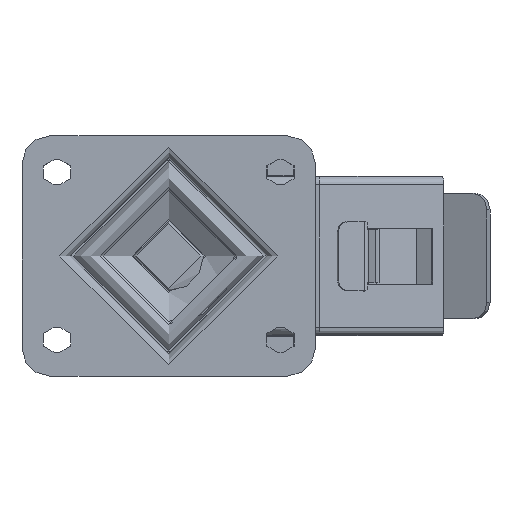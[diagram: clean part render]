
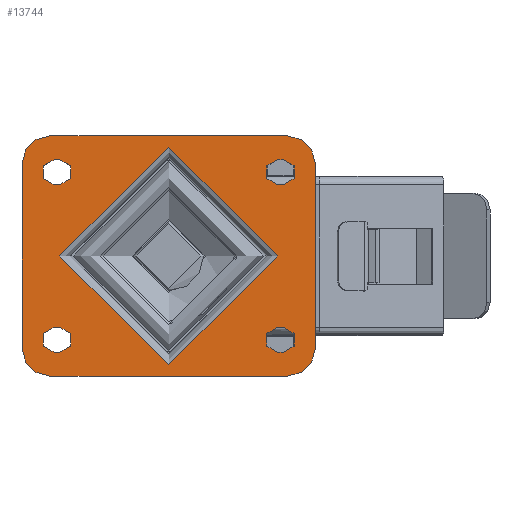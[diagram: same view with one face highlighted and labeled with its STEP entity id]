
A CAD part, top view. The second image highlights one B-rep face of the part: STEP entity #13744.
In plain terms, the highlighted planar face has unit normal (0, 0, 1).
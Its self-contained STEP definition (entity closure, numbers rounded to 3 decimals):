
#944=FACE_BOUND('',#4509,.T.);
#945=FACE_BOUND('',#4510,.T.);
#946=FACE_BOUND('',#4511,.T.);
#947=FACE_BOUND('',#4512,.T.);
#948=FACE_BOUND('',#4513,.T.);
#1106=PLANE('',#14965);
#1647=LINE('',#21254,#2590);
#1648=LINE('',#21255,#2591);
#1649=LINE('',#21256,#2592);
#1650=LINE('',#21257,#2593);
#1651=LINE('',#21258,#2594);
#1652=LINE('',#21259,#2595);
#1653=LINE('',#21260,#2596);
#1654=LINE('',#21261,#2597);
#1655=LINE('',#21262,#2598);
#1656=LINE('',#21263,#2599);
#1657=LINE('',#21264,#2600);
#1658=LINE('',#21265,#2601);
#2590=VECTOR('',#17014,1000.);
#2591=VECTOR('',#17015,1000.);
#2592=VECTOR('',#17016,1000.);
#2593=VECTOR('',#17017,1000.);
#2594=VECTOR('',#17018,1000.);
#2595=VECTOR('',#17019,1000.);
#2596=VECTOR('',#17020,1000.);
#2597=VECTOR('',#17021,1000.);
#2598=VECTOR('',#17022,1000.);
#2599=VECTOR('',#17023,1000.);
#2600=VECTOR('',#17024,1000.);
#2601=VECTOR('',#17025,1000.);
#3652=FACE_OUTER_BOUND('',#4508,.T.);
#4508=EDGE_LOOP('',(#10117,#10118,#10119,#10120,#10121,#10122,#10123,#10124));
#4509=EDGE_LOOP('',(#10125));
#4510=EDGE_LOOP('',(#10126,#10127,#10128,#10129));
#4511=EDGE_LOOP('',(#10130,#10131,#10132,#10133));
#4512=EDGE_LOOP('',(#10134,#10135,#10136,#10137));
#4513=EDGE_LOOP('',(#10138,#10139,#10140,#10141));
#5256=CIRCLE('',#14638,4.5);
#5258=CIRCLE('',#14641,4.5);
#5260=CIRCLE('',#14644,4.5);
#5262=CIRCLE('',#14647,4.5);
#5264=CIRCLE('',#14650,4.5);
#5266=CIRCLE('',#14653,4.5);
#5268=CIRCLE('',#14656,4.5);
#5270=CIRCLE('',#14659,4.5);
#5271=CIRCLE('',#14661,10.);
#5273=CIRCLE('',#14664,10.);
#5275=CIRCLE('',#14667,10.);
#5277=CIRCLE('',#14670,10.);
#5287=CIRCLE('',#14684,39.);
#5936=VERTEX_POINT('',#20082);
#5937=VERTEX_POINT('',#20084);
#5940=VERTEX_POINT('',#20091);
#5941=VERTEX_POINT('',#20093);
#5944=VERTEX_POINT('',#20100);
#5945=VERTEX_POINT('',#20102);
#5948=VERTEX_POINT('',#20109);
#5949=VERTEX_POINT('',#20111);
#5952=VERTEX_POINT('',#20118);
#5953=VERTEX_POINT('',#20120);
#5956=VERTEX_POINT('',#20127);
#5957=VERTEX_POINT('',#20129);
#5960=VERTEX_POINT('',#20136);
#5961=VERTEX_POINT('',#20138);
#5964=VERTEX_POINT('',#20145);
#5965=VERTEX_POINT('',#20147);
#5966=VERTEX_POINT('',#20151);
#5967=VERTEX_POINT('',#20152);
#5970=VERTEX_POINT('',#20160);
#5971=VERTEX_POINT('',#20161);
#5974=VERTEX_POINT('',#20169);
#5975=VERTEX_POINT('',#20170);
#5978=VERTEX_POINT('',#20178);
#5979=VERTEX_POINT('',#20179);
#5988=VERTEX_POINT('',#20205);
#7230=EDGE_CURVE('',#5937,#5936,#5256,.T.);
#7234=EDGE_CURVE('',#5941,#5940,#5258,.T.);
#7238=EDGE_CURVE('',#5945,#5944,#5260,.T.);
#7242=EDGE_CURVE('',#5949,#5948,#5262,.T.);
#7246=EDGE_CURVE('',#5953,#5952,#5264,.T.);
#7250=EDGE_CURVE('',#5957,#5956,#5266,.T.);
#7254=EDGE_CURVE('',#5961,#5960,#5268,.T.);
#7258=EDGE_CURVE('',#5965,#5964,#5270,.T.);
#7260=EDGE_CURVE('',#5966,#5967,#5271,.T.);
#7264=EDGE_CURVE('',#5970,#5971,#5273,.T.);
#7268=EDGE_CURVE('',#5974,#5975,#5275,.T.);
#7272=EDGE_CURVE('',#5978,#5979,#5277,.T.);
#7285=EDGE_CURVE('',#5988,#5988,#5287,.T.);
#7650=EDGE_CURVE('',#5975,#5978,#1647,.T.);
#7651=EDGE_CURVE('',#5971,#5974,#1648,.T.);
#7652=EDGE_CURVE('',#5967,#5970,#1649,.T.);
#7653=EDGE_CURVE('',#5979,#5966,#1650,.T.);
#7654=EDGE_CURVE('',#5960,#5965,#1651,.T.);
#7655=EDGE_CURVE('',#5964,#5961,#1652,.T.);
#7656=EDGE_CURVE('',#5952,#5957,#1653,.T.);
#7657=EDGE_CURVE('',#5956,#5953,#1654,.T.);
#7658=EDGE_CURVE('',#5944,#5949,#1655,.T.);
#7659=EDGE_CURVE('',#5948,#5945,#1656,.T.);
#7660=EDGE_CURVE('',#5936,#5941,#1657,.T.);
#7661=EDGE_CURVE('',#5940,#5937,#1658,.T.);
#10117=ORIENTED_EDGE('',*,*,#7272,.F.);
#10118=ORIENTED_EDGE('',*,*,#7650,.F.);
#10119=ORIENTED_EDGE('',*,*,#7268,.F.);
#10120=ORIENTED_EDGE('',*,*,#7651,.F.);
#10121=ORIENTED_EDGE('',*,*,#7264,.F.);
#10122=ORIENTED_EDGE('',*,*,#7652,.F.);
#10123=ORIENTED_EDGE('',*,*,#7260,.F.);
#10124=ORIENTED_EDGE('',*,*,#7653,.F.);
#10125=ORIENTED_EDGE('',*,*,#7285,.F.);
#10126=ORIENTED_EDGE('',*,*,#7654,.T.);
#10127=ORIENTED_EDGE('',*,*,#7258,.T.);
#10128=ORIENTED_EDGE('',*,*,#7655,.T.);
#10129=ORIENTED_EDGE('',*,*,#7254,.T.);
#10130=ORIENTED_EDGE('',*,*,#7656,.T.);
#10131=ORIENTED_EDGE('',*,*,#7250,.T.);
#10132=ORIENTED_EDGE('',*,*,#7657,.T.);
#10133=ORIENTED_EDGE('',*,*,#7246,.T.);
#10134=ORIENTED_EDGE('',*,*,#7658,.T.);
#10135=ORIENTED_EDGE('',*,*,#7242,.T.);
#10136=ORIENTED_EDGE('',*,*,#7659,.T.);
#10137=ORIENTED_EDGE('',*,*,#7238,.T.);
#10138=ORIENTED_EDGE('',*,*,#7660,.T.);
#10139=ORIENTED_EDGE('',*,*,#7234,.T.);
#10140=ORIENTED_EDGE('',*,*,#7661,.T.);
#10141=ORIENTED_EDGE('',*,*,#7230,.T.);
#13744=ADVANCED_FACE('',(#3652,#944,#945,#946,#947,#948),#1106,.T.);
#14638=AXIS2_PLACEMENT_3D('',#20085,#16148,#16149);
#14641=AXIS2_PLACEMENT_3D('',#20094,#16156,#16157);
#14644=AXIS2_PLACEMENT_3D('',#20103,#16164,#16165);
#14647=AXIS2_PLACEMENT_3D('',#20112,#16172,#16173);
#14650=AXIS2_PLACEMENT_3D('',#20121,#16180,#16181);
#14653=AXIS2_PLACEMENT_3D('',#20130,#16188,#16189);
#14656=AXIS2_PLACEMENT_3D('',#20139,#16196,#16197);
#14659=AXIS2_PLACEMENT_3D('',#20148,#16204,#16205);
#14661=AXIS2_PLACEMENT_3D('',#20153,#16209,#16210);
#14664=AXIS2_PLACEMENT_3D('',#20162,#16217,#16218);
#14667=AXIS2_PLACEMENT_3D('',#20171,#16225,#16226);
#14670=AXIS2_PLACEMENT_3D('',#20180,#16233,#16234);
#14684=AXIS2_PLACEMENT_3D('',#20206,#16264,#16265);
#14965=AXIS2_PLACEMENT_3D('',#21253,#17012,#17013);
#16148=DIRECTION('center_axis',(0.,0.,-1.));
#16149=DIRECTION('ref_axis',(1.,0.,0.));
#16156=DIRECTION('center_axis',(0.,0.,-1.));
#16157=DIRECTION('ref_axis',(-1.,0.,0.));
#16164=DIRECTION('center_axis',(0.,0.,-1.));
#16165=DIRECTION('ref_axis',(1.,0.,0.));
#16172=DIRECTION('center_axis',(0.,0.,-1.));
#16173=DIRECTION('ref_axis',(-1.,0.,0.));
#16180=DIRECTION('center_axis',(0.,0.,-1.));
#16181=DIRECTION('ref_axis',(-1.,0.,0.));
#16188=DIRECTION('center_axis',(0.,0.,-1.));
#16189=DIRECTION('ref_axis',(1.,0.,0.));
#16196=DIRECTION('center_axis',(0.,0.,-1.));
#16197=DIRECTION('ref_axis',(-1.,0.,0.));
#16204=DIRECTION('center_axis',(0.,0.,-1.));
#16205=DIRECTION('ref_axis',(1.,0.,0.));
#16209=DIRECTION('center_axis',(0.,0.,-1.));
#16210=DIRECTION('ref_axis',(-0.707,0.707,0.));
#16217=DIRECTION('center_axis',(0.,0.,-1.));
#16218=DIRECTION('ref_axis',(0.707,0.707,0.));
#16225=DIRECTION('center_axis',(0.,0.,-1.));
#16226=DIRECTION('ref_axis',(0.707,-0.707,0.));
#16233=DIRECTION('center_axis',(0.,0.,-1.));
#16234=DIRECTION('ref_axis',(-0.707,-0.707,0.));
#16264=DIRECTION('center_axis',(0.,0.,1.));
#16265=DIRECTION('ref_axis',(0.,-1.,0.));
#17012=DIRECTION('center_axis',(0.,0.,1.));
#17013=DIRECTION('ref_axis',(1.,0.,0.));
#17014=DIRECTION('',(-1.,0.,0.));
#17015=DIRECTION('',(0.,-1.,0.));
#17016=DIRECTION('',(1.,0.,0.));
#17017=DIRECTION('',(0.,1.,0.));
#17018=DIRECTION('',(-1.,0.,0.));
#17019=DIRECTION('',(1.,0.,0.));
#17020=DIRECTION('',(-1.,0.,0.));
#17021=DIRECTION('',(1.,0.,0.));
#17022=DIRECTION('',(1.,0.,0.));
#17023=DIRECTION('',(-1.,0.,0.));
#17024=DIRECTION('',(1.,0.,0.));
#17025=DIRECTION('',(-1.,0.,0.));
#20082=CARTESIAN_POINT('',(39.,-25.5,0.));
#20084=CARTESIAN_POINT('',(39.,-34.5,0.));
#20085=CARTESIAN_POINT('Origin',(39.,-30.,0.));
#20091=CARTESIAN_POINT('',(41.,-34.5,0.));
#20093=CARTESIAN_POINT('',(41.,-25.5,0.));
#20094=CARTESIAN_POINT('Origin',(41.,-30.,0.));
#20100=CARTESIAN_POINT('',(39.,34.5,0.));
#20102=CARTESIAN_POINT('',(39.,25.5,0.));
#20103=CARTESIAN_POINT('Origin',(39.,30.,0.));
#20109=CARTESIAN_POINT('',(41.,25.5,0.));
#20111=CARTESIAN_POINT('',(41.,34.5,0.));
#20112=CARTESIAN_POINT('Origin',(41.,30.,0.));
#20118=CARTESIAN_POINT('',(-39.,-34.5,0.));
#20120=CARTESIAN_POINT('',(-39.,-25.5,0.));
#20121=CARTESIAN_POINT('Origin',(-39.,-30.,0.));
#20127=CARTESIAN_POINT('',(-41.,-25.5,0.));
#20129=CARTESIAN_POINT('',(-41.,-34.5,0.));
#20130=CARTESIAN_POINT('Origin',(-41.,-30.,0.));
#20136=CARTESIAN_POINT('',(-39.,25.5,0.));
#20138=CARTESIAN_POINT('',(-39.,34.5,0.));
#20139=CARTESIAN_POINT('Origin',(-39.,30.,0.));
#20145=CARTESIAN_POINT('',(-41.,34.5,0.));
#20147=CARTESIAN_POINT('',(-41.,25.5,0.));
#20148=CARTESIAN_POINT('Origin',(-41.,30.,0.));
#20151=CARTESIAN_POINT('',(-52.5,33.,0.));
#20152=CARTESIAN_POINT('',(-42.5,43.,0.));
#20153=CARTESIAN_POINT('Origin',(-42.5,33.,0.));
#20160=CARTESIAN_POINT('',(42.5,43.,0.));
#20161=CARTESIAN_POINT('',(52.5,33.,0.));
#20162=CARTESIAN_POINT('Origin',(42.5,33.,0.));
#20169=CARTESIAN_POINT('',(52.5,-33.,0.));
#20170=CARTESIAN_POINT('',(42.5,-43.,0.));
#20171=CARTESIAN_POINT('Origin',(42.5,-33.,0.));
#20178=CARTESIAN_POINT('',(-42.5,-43.,0.));
#20179=CARTESIAN_POINT('',(-52.5,-33.,0.));
#20180=CARTESIAN_POINT('Origin',(-42.5,-33.,0.));
#20205=CARTESIAN_POINT('',(39.,0.,0.));
#20206=CARTESIAN_POINT('Origin',(0.,0.,0.));
#21253=CARTESIAN_POINT('Origin',(0.,0.,0.));
#21254=CARTESIAN_POINT('',(52.5,-43.,0.));
#21255=CARTESIAN_POINT('',(52.5,43.,0.));
#21256=CARTESIAN_POINT('',(-52.5,43.,0.));
#21257=CARTESIAN_POINT('',(-52.5,-43.,0.));
#21258=CARTESIAN_POINT('',(-41.,25.5,0.));
#21259=CARTESIAN_POINT('',(-41.,34.5,0.));
#21260=CARTESIAN_POINT('',(-41.,-34.5,0.));
#21261=CARTESIAN_POINT('',(-41.,-25.5,0.));
#21262=CARTESIAN_POINT('',(41.,34.5,0.));
#21263=CARTESIAN_POINT('',(41.,25.5,0.));
#21264=CARTESIAN_POINT('',(41.,-25.5,0.));
#21265=CARTESIAN_POINT('',(41.,-34.5,0.));
